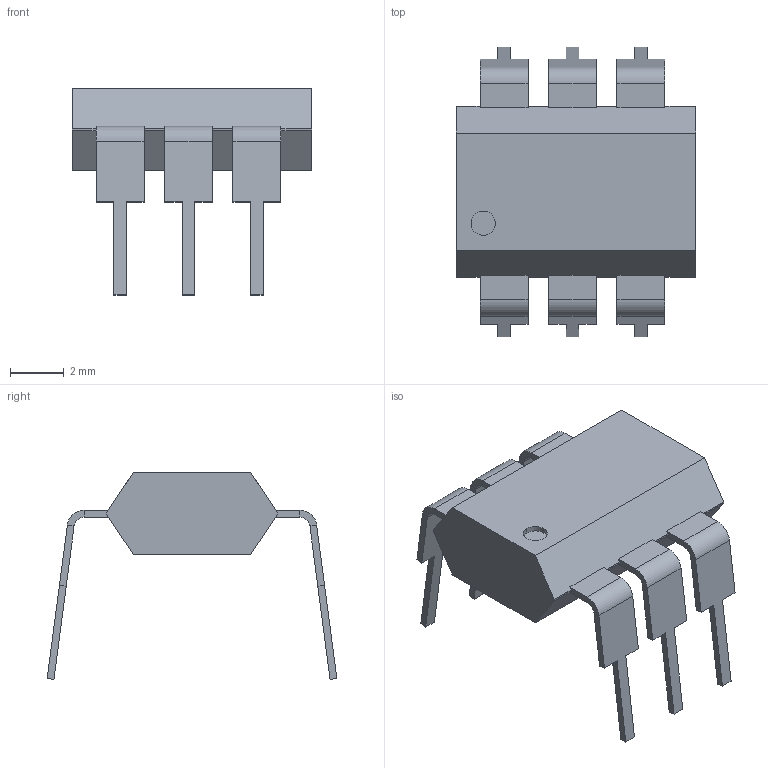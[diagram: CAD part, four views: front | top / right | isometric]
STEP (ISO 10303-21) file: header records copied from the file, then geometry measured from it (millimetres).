
FILE_DESCRIPTION(('FreeCAD Model'),'2;1');
FILE_NAME('optocoupler_MOC_th.step','2018-03-15T22:04:34',('kicad StepUp'),('ksu MCAD'), 'Open CASCADE STEP processor 6.8','FreeCAD','Unknown');
FILE_SCHEMA(('AUTOMOTIVE_DESIGN_CC2 { 1 2 10303 214 -1 1 5 4 }'));
Length unit declared in the file: millimetre
Products named in the file (1): optocoupler_MOC_th
Bounding box: 8.89 x 10.76 x 7.68 mm (x, y, z)
Volume: 158.8 mm3; surface area: 299.8 mm2
Topology: 1 solids, 1 shells, 121 faces, 306 edges, 188 vertices
Faces by surface type: plane 107, cylinder 14
Entity records: 4385 total; most frequent: CARTESIAN_POINT 616, ORIENTED_EDGE 612, DIRECTION 578, EDGE_CURVE 306, LINE 278, VECTOR 278, VERTEX_POINT 188, AXIS2_PLACEMENT_3D 150
